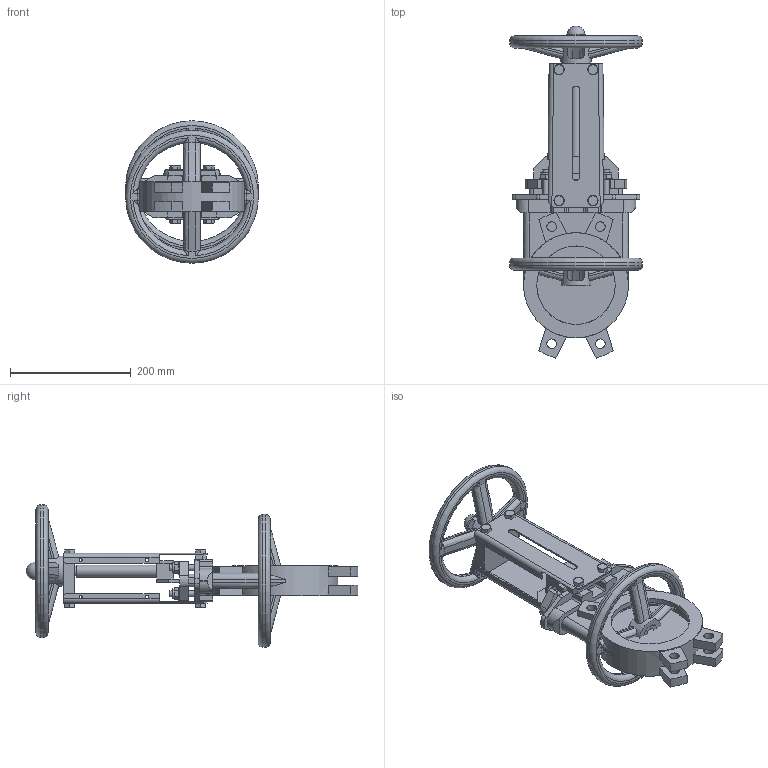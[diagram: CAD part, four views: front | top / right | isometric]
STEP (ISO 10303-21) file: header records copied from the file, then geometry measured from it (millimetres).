
FILE_DESCRIPTION( ( 'Unknown' ), '1' );
FILE_NAME( 'Stoffschieber_DN125.stp', 'Unknown', ( 'Unknown' ), ( 'Unknown' ), 'PSStep 13.0', 'Unknown', ' ' );
FILE_SCHEMA( ( 'AUTOMOTIVE_DESIGN { 1 0 10303 214 1 1 1 1 }' ) );
Length unit declared in the file: millimetre
Products named in the file (4): Assem1; DN125; Handrad DN125; Sechskant Hutmutter M20
Bounding box: 220 x 550 x 236 mm (x, y, z)
Volume: 4343263.4 mm3; surface area: 859219.8 mm2
Topology: 6 solids, 14 shells, 1348 faces, 3634 edges, 2374 vertices
Faces by surface type: plane 806, cylinder 272, cone 160, extrusion 44, torus 32, bspline 32, sphere 2
Full cylindrical faces by diameter (mm): 5 x16, 10 x16, 15.5 x2, 16 x16, 17 x8, 17.294 x4, 17.5 x2, 20 x4, 22 x8, 30 x2, 50 x2, 125 x4, 125.2 x2, 129 x2, 130 x2, 139 x2, 152 x2, 174 x2, 220 x2
Entity records: 31168 total; most frequent: CARTESIAN_POINT 9472, ORIENTED_EDGE 3464, DIRECTION 3116, EDGE_CURVE 1732, VERTEX_POINT 1167, AXIS2_PLACEMENT_3D 1039, VECTOR 1038, LINE 1016
